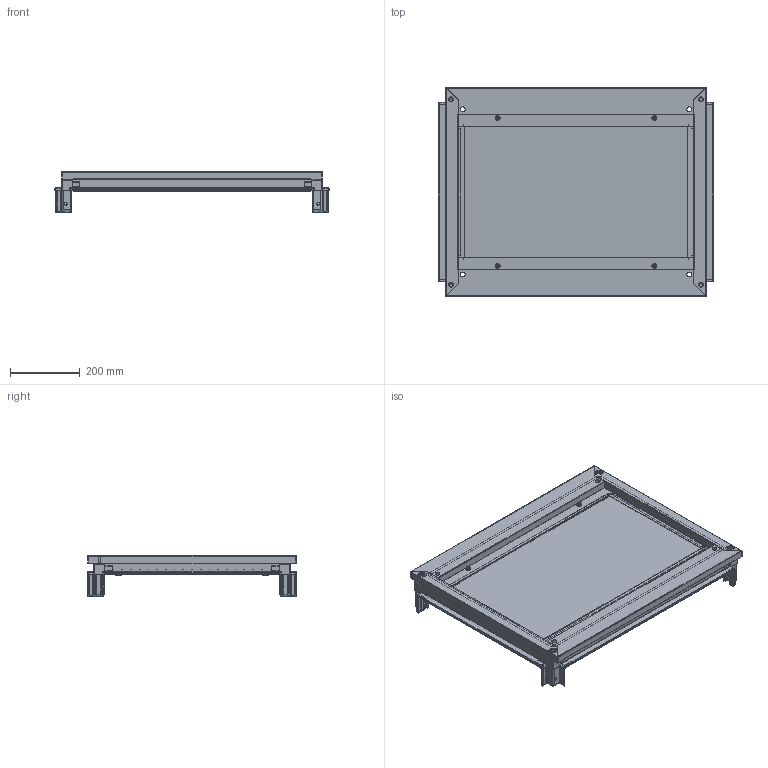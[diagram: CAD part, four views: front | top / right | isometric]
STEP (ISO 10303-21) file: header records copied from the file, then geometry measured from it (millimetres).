
FILE_DESCRIPTION (( 'STEP AP203' ), '1' );
FILE_NAME ('R5FUC68.step', '2011-03-03T12:08:37', ( 'User' ), ( 'DKC' ), 'SwSTEP 2.0', 'SolidWorks 2010', '' );
FILE_SCHEMA (( 'CONFIG_CONTROL_DESIGN' ));
Length unit declared in the file: millimetre
Products named in the file (15): R5FUC68; Lamiera trasversale per fondo da_600; Lamiera laterale per fondo da_800; sealant for base_600x800; Traversa laterale per quadro prof_800; Traversa frontale per quadro largh._600; AC00C469S_Default; AC00C469D_Default; Traversa inferiore tenuta fondo_800; Capscrew with recessed hexahedron M6 x 10_ISO 4762 M6 x 10 --- 10S; Flange nut M6_ISO 7044-M6-S; Acc00c561_Default; Solid base + sealing_600x800; Solid base_600x800; sealant for bottom_600x800
Assembly tree (32 placements, depth 3):
  R5FUC68
    Acc00c561_Default  x6
    Traversa laterale per quadro prof_800  x2
    AC00C469D_Default  x2
    Traversa inferiore tenuta fondo_800  x2
    AC00C469S_Default  x2
    Flange nut M6_ISO 7044-M6-S  x4
    Capscrew with recessed hexahedron M6 x 10_ISO 4762 M6 x 10 --- 10S  x4
    Lamiera laterale per fondo da_800  x2
    Solid base + sealing_600x800
      Solid base_600x800
      sealant for bottom_600x800
    Lamiera trasversale per fondo da_600  x2
    Traversa frontale per quadro largh._600  x2
    sealant for base_600x800
Bounding box: 786.5 x 600.5 x 116.25 mm (x, y, z)
Volume: 2302445.9 mm3; surface area: 2491039.6 mm2
Topology: 31 solids, 31 shells, 4559 faces, 12335 edges, 7822 vertices
Faces by surface type: plane 2670, cylinder 1313, cone 404, torus 100, sphere 40, bspline 32
Entity records: 69621 total; most frequent: CARTESIAN_POINT 12940, ORIENTED_EDGE 11376, DIRECTION 11285, EDGE_CURVE 5688, LINE 4085, VECTOR 4085, VERTEX_POINT 3625, AXIS2_PLACEMENT_3D 3600
